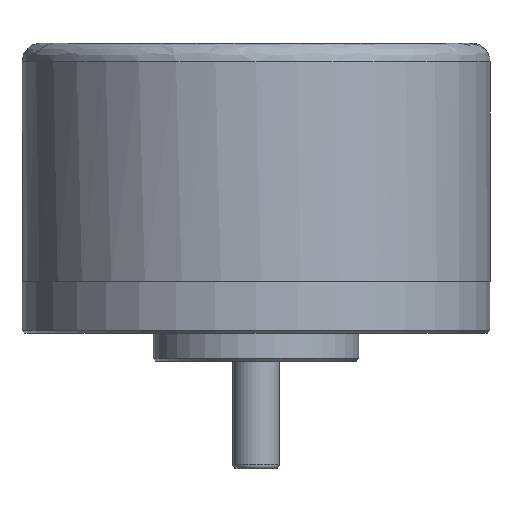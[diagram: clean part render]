
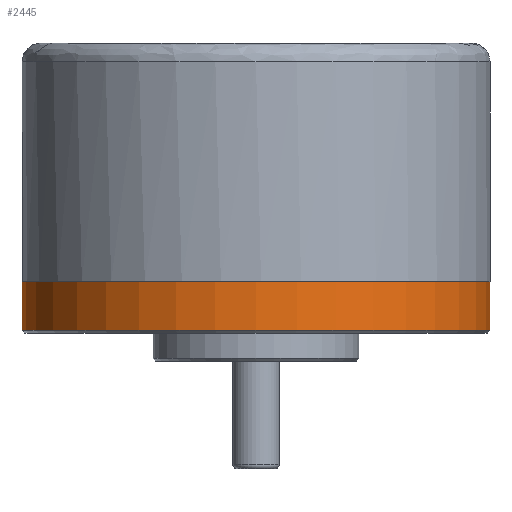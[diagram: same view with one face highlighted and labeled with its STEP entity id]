
A CAD part, front view. The second image highlights one B-rep face of the part: STEP entity #2445.
In plain terms, the highlighted cylindrical face has radius 25 mm (diameter 50 mm), a full revolution.
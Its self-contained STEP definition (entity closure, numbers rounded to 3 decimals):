
#376 = DIRECTION ( 'NONE',  ( 1., 0., 0. ) ) ;
#419 = CIRCLE ( 'NONE', #2732, 25. ) ;
#907 = EDGE_LOOP ( 'NONE', ( #1014 ) ) ;
#941 = AXIS2_PLACEMENT_3D ( 'NONE', #3806, #1068, #1689 ) ;
#1014 = ORIENTED_EDGE ( 'NONE', *, *, #3603, .F. ) ;
#1068 = DIRECTION ( 'NONE',  ( 0., 0., -1. ) ) ;
#1176 = DIRECTION ( 'NONE',  ( -1., 0., 0. ) ) ;
#1213 = FACE_OUTER_BOUND ( 'NONE', #907, .T. ) ;
#1319 = VERTEX_POINT ( 'NONE', #3748 ) ;
#1667 = EDGE_LOOP ( 'NONE', ( #3928 ) ) ;
#1689 = DIRECTION ( 'NONE',  ( 1., 0., 0. ) ) ;
#2254 = DIRECTION ( 'NONE',  ( 0., 0., 1. ) ) ;
#2410 = VERTEX_POINT ( 'NONE', #3249 ) ;
#2445 = ADVANCED_FACE ( 'NONE', ( #1213, #3071 ), #2449, .T. ) ;
#2449 = CYLINDRICAL_SURFACE ( 'NONE', #3810, 25. ) ;
#2732 = AXIS2_PLACEMENT_3D ( 'NONE', #2894, #2254, #376 ) ;
#2833 = DIRECTION ( 'NONE',  ( 0., 0., -1. ) ) ;
#2894 = CARTESIAN_POINT ( 'NONE',  ( 0., 0., 5.5 ) ) ;
#3040 = EDGE_CURVE ( 'NONE', #2410, #2410, #419, .T. ) ;
#3071 = FACE_OUTER_BOUND ( 'NONE', #1667, .T. ) ;
#3249 = CARTESIAN_POINT ( 'NONE',  ( 25., 0., 5.5 ) ) ;
#3603 = EDGE_CURVE ( 'NONE', #1319, #1319, #3878, .T. ) ;
#3666 = CARTESIAN_POINT ( 'NONE',  ( 0., 0., 0. ) ) ;
#3748 = CARTESIAN_POINT ( 'NONE',  ( 25., 0., 0.3 ) ) ;
#3806 = CARTESIAN_POINT ( 'NONE',  ( 0., 0., 0.3 ) ) ;
#3810 = AXIS2_PLACEMENT_3D ( 'NONE', #3666, #2833, #1176 ) ;
#3878 = CIRCLE ( 'NONE', #941, 25. ) ;
#3928 = ORIENTED_EDGE ( 'NONE', *, *, #3040, .F. ) ;
